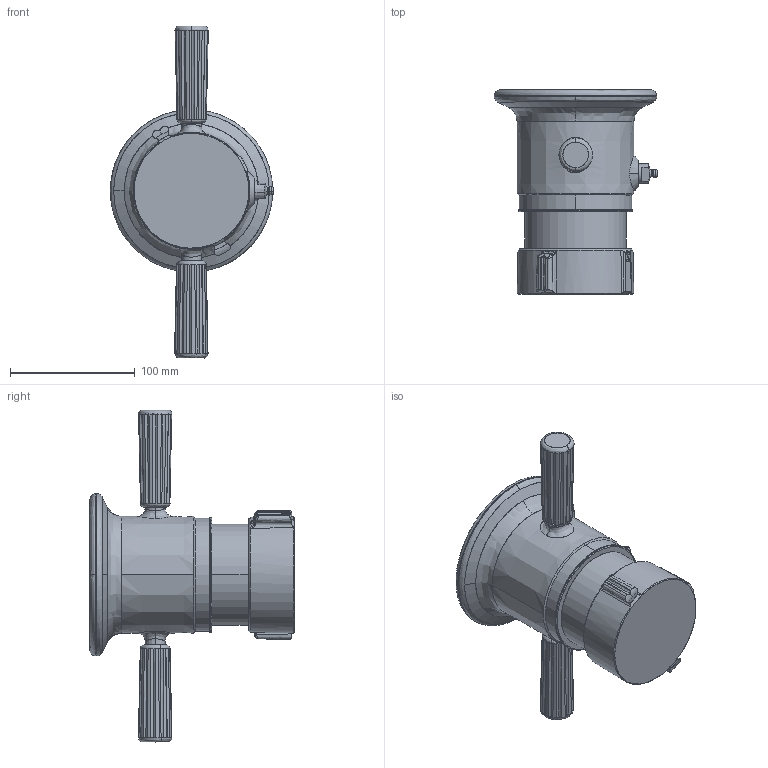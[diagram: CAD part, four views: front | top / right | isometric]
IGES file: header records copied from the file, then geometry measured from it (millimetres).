
Start section: SolidWorks IGES file using analytic representation for surfaces
Global section: file name: IMS-350&500.IGS; native system: SolidWorks 2021; preprocessor: SolidWorks 2021; author: tmott; date: 221103.105013; units: inch
Bounding box: 130.98 x 163.74 x 266.12 mm (x, y, z)
Surface area: 92177 mm2 (no closed solid volume)
Topology: 0 solids, 0 shells, 271 faces, 3226 edges, 3190 vertices
Faces by surface type: bspline 143, revolution 128
